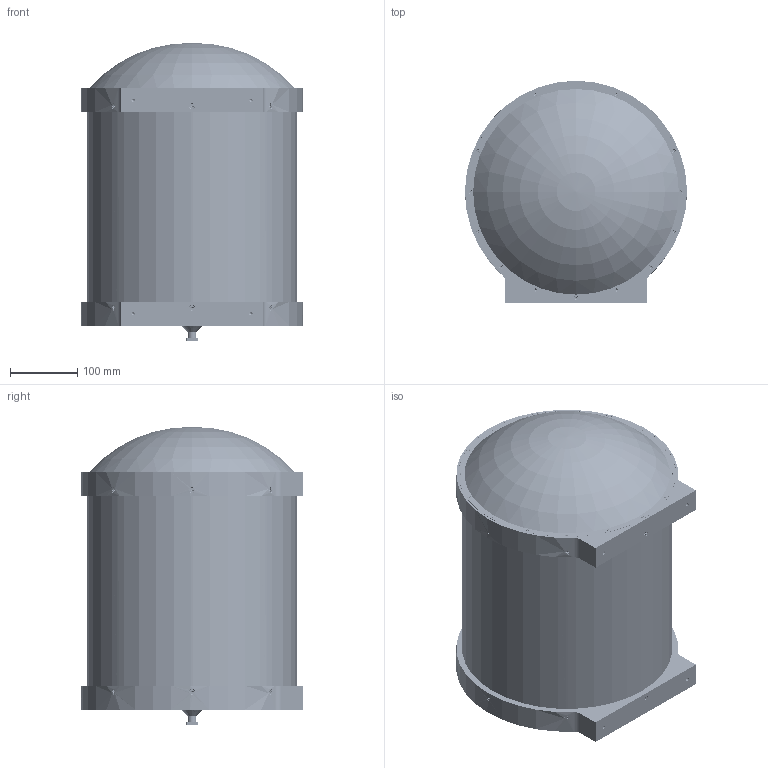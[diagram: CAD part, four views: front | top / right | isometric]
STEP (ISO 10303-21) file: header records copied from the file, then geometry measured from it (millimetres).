
FILE_DESCRIPTION (( 'STEP AP203' ), '1' );
FILE_NAME ('SAG-2533033502-315-S1.STEP', '2019-05-15T21:39:33', ( '' ), ( '' ), 'SwSTEP 2.0', 'SolidWorks 2016', '' );
FILE_SCHEMA (( 'CONFIG_CONTROL_DESIGN' ));
Length unit declared in the file: inch
Products named in the file (1): SAG-2533033502-315-S1
Bounding box: 330.2 x 330.2 x 443.1 mm (x, y, z)
Volume: 29742919.2 mm3; surface area: 901864.5 mm2
Topology: 48 solids, 49 shells, 3135 faces, 8668 edges, 5527 vertices
Faces by surface type: cylinder 1434, cone 838, plane 757, bspline 104, torus 2
Entity records: 173027 total; most frequent: CARTESIAN_POINT 102157, ORIENTED_EDGE 17028, DIRECTION 12498, EDGE_CURVE 8514, VERTEX_POINT 5527, AXIS2_PLACEMENT_3D 4640, EDGE_LOOP 3335, VECTOR 3218
